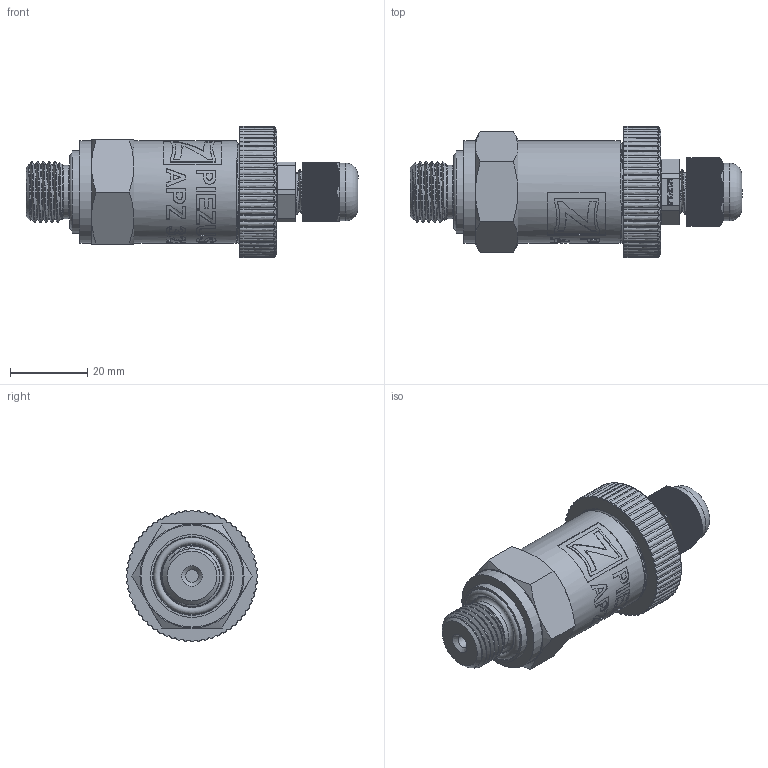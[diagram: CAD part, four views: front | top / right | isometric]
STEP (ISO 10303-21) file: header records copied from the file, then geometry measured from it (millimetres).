
FILE_DESCRIPTION(/* description */ (''),/* implementation_level */ '2;1');
FILE_NAME(/* name */ 'APZ3230_M16x1,5DIN_CableGland.step',/* time_stamp */ '2021-06-24T10:31:04+03:00',/* author */ (''),/* organization */ (''),/* preprocessor_version */ 'ST-DEVELOPER v18.1',/* originating_system */ 'Autodesk Translation Framework v10.9.0.1377',/* authorisation */ '');
FILE_SCHEMA (('AUTOMOTIVE_DESIGN { 1 0 10303 214 3 1 1 }'));
Products named in the file (8): APZ3230_M16x1,5DIN_CableGland; M16x1,5 DIN; OMAL nut M27x1.5 v8; Ш100.000.001 v4; M12x1.5 Cable gland v4; Cable gland; Rubber gasket; M12 Domed nut
Assembly tree (7 placements, depth 3):
  APZ3230_M16x1,5DIN_CableGland
    M16x1,5 DIN
    OMAL nut M27x1.5 v8
    Ш100.000.001 v4
    M12x1.5 Cable gland v4
      Cable gland
      Rubber gasket
      M12 Domed nut
Bounding box: 86.16 x 34 x 34 mm (x, y, z)
Volume: 38001.7 mm3; surface area: 16894.4 mm2
Topology: 7 solids, 7 shells, 2706 faces, 7907 edges, 5261 vertices
Faces by surface type: plane 1486, cylinder 778, bspline 407, cone 26, torus 8, sphere 1
Full cylindrical faces by diameter (mm): 1 x6, 3.3 x1, 7.5 x1, 8 x1, 9.976 x5, 10 x6, 10.376 x4, 10.526 x3, 11.6 x4, 12 x5, 12.203 x3, 12.6 x1, 13.8 x1, 14.137 x5, 15 x1, 15.85 x5, 16.4 x1, 17 x1, 20 x1, 21.4 x2, 21.5 x1, 22.3 x1, 22.4 x1, 24.5 x1, 25.132 x4, 25.526 x4, 26.5 x6, 27.208 x5
Entity records: 125094 total; most frequent: CARTESIAN_POINT 55594, ORIENTED_EDGE 15814, DIRECTION 12831, EDGE_CURVE 7907, VERTEX_POINT 5261, LINE 4469, VECTOR 4469, AXIS2_PLACEMENT_3D 4181
